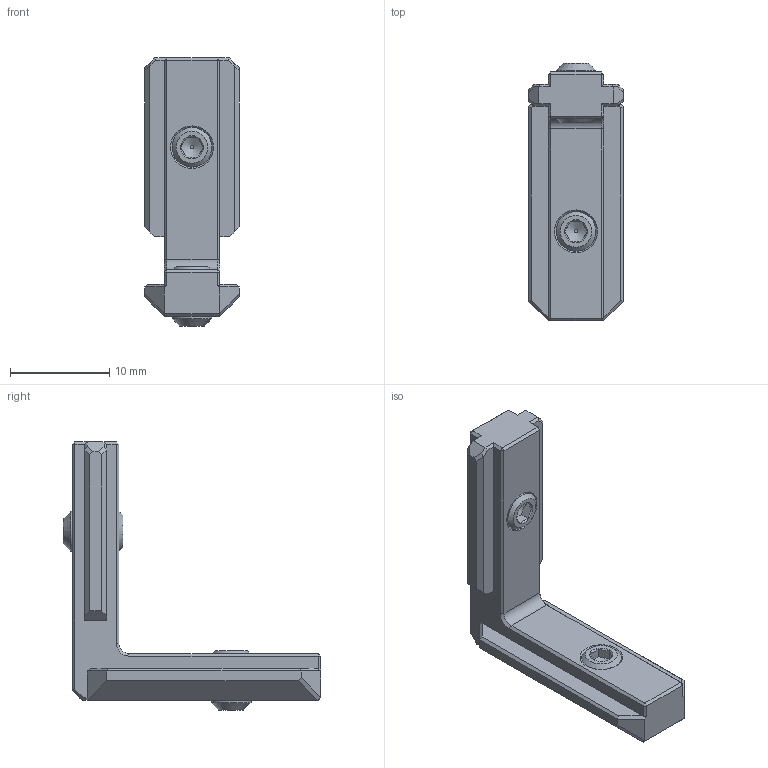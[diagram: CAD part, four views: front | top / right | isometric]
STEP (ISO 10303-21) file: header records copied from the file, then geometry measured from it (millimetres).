
FILE_DESCRIPTION(('FreeCAD Model'),'2;1');
FILE_NAME('Open CASCADE Shape Model','2024-05-18T18:32:46',(''),(''), 'Open CASCADE STEP processor 7.6','FreeCAD','Unknown');
FILE_SCHEMA(('AP242_MANAGED_MODEL_BASED_3D_ENGINEERING_MIM_LF. {1 0 10303 442 1 1 4 }'));
Length unit declared in the file: millimetre
Products named in the file (4): _020_Extrusion_Inside_Corner_Bracket; Body; M4x6-Screw; M4x6-Screw001
Assembly tree (3 placements, depth 2):
  _020_Extrusion_Inside_Corner_Bracket
    Body
    M4x6-Screw
    M4x6-Screw001
Bounding box: 9.5 x 25.9 x 27 mm (x, y, z)
Volume: 1589 mm3; surface area: 1470.8 mm2
Topology: 3 solids, 3 shells, 120 faces, 282 edges, 170 vertices
Faces by surface type: plane 99, cone 14, cylinder 5, bspline 2
Full cylindrical faces by diameter (mm): 3.3 x2, 4 x2
Entity records: 7466 total; most frequent: CARTESIAN_POINT 1740, DIRECTION 1034, LINE 684, VECTOR 684, ORIENTED_EDGE 564, PCURVE 564, DEFINITIONAL_REPRESENTATION 564, EDGE_CURVE 282
